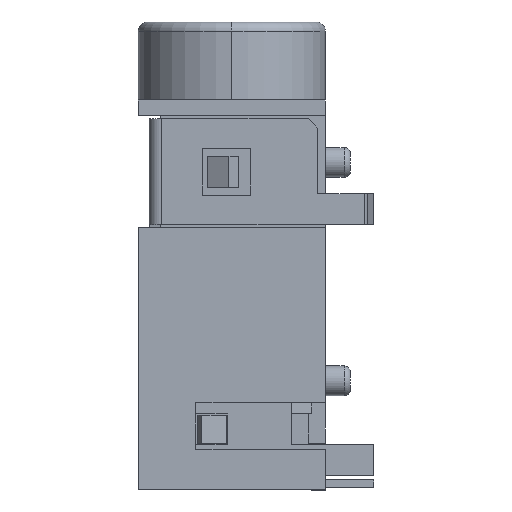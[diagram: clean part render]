
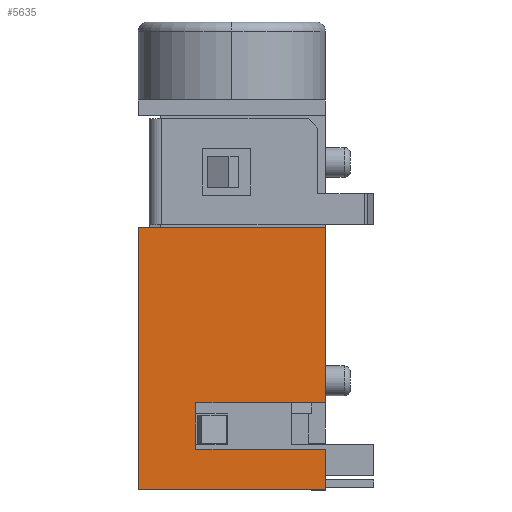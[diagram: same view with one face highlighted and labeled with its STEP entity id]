
A CAD part, left-side view. The second image highlights one B-rep face of the part: STEP entity #5635.
In plain terms, the highlighted planar face has unit normal (-1, 0, 0).
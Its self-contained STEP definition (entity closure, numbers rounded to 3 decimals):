
#188 = ORIENTED_EDGE ( 'NONE', *, *, #7908, .F. ) ;
#229 = CARTESIAN_POINT ( 'NONE',  ( -3.5, 3., -6.25 ) ) ;
#280 = EDGE_CURVE ( 'NONE', #804, #1863, #7986, .T. ) ;
#689 = CARTESIAN_POINT ( 'NONE',  ( -3.5, 2.075, -3.45 ) ) ;
#804 = VERTEX_POINT ( 'NONE', #8105 ) ;
#846 = DIRECTION ( 'NONE',  ( 0., 0., -1. ) ) ;
#1453 = VECTOR ( 'NONE', #846, 1000. ) ;
#1480 = CARTESIAN_POINT ( 'NONE',  ( -3.5, 6., 2.15 ) ) ;
#1863 = VERTEX_POINT ( 'NONE', #6753 ) ;
#2073 = VECTOR ( 'NONE', #6896, 1000. ) ;
#2109 = VECTOR ( 'NONE', #3393, 1000. ) ;
#2185 = PLANE ( 'NONE',  #3740 ) ;
#2279 = ORIENTED_EDGE ( 'NONE', *, *, #280, .F. ) ;
#2685 = ORIENTED_EDGE ( 'NONE', *, *, #9712, .F. ) ;
#2936 = CARTESIAN_POINT ( 'NONE',  ( -3.5, 4.15, -3.45 ) ) ;
#3012 = EDGE_CURVE ( 'NONE', #7568, #4072, #6622, .T. ) ;
#3353 = CARTESIAN_POINT ( 'NONE',  ( -3.5, 2.075, -4.95 ) ) ;
#3393 = DIRECTION ( 'NONE',  ( 0., -1., 0. ) ) ;
#3516 = DIRECTION ( 'NONE',  ( 0., 0., -1. ) ) ;
#3545 = LINE ( 'NONE', #229, #2109 ) ;
#3561 = CARTESIAN_POINT ( 'NONE',  ( -3.5, 4.15, -4.2 ) ) ;
#3715 = LINE ( 'NONE', #3561, #2073 ) ;
#3740 = AXIS2_PLACEMENT_3D ( 'NONE', #9408, #6863, #7643 ) ;
#3800 = VECTOR ( 'NONE', #3516, 1000. ) ;
#4072 = VERTEX_POINT ( 'NONE', #1480 ) ;
#4512 = EDGE_LOOP ( 'NONE', ( #2685, #6290, #188, #2279, #7030, #9272, #10143, #10016 ) ) ;
#4800 = VECTOR ( 'NONE', #4868, 1000. ) ;
#4822 = DIRECTION ( 'NONE',  ( 0., 0., 1. ) ) ;
#4868 = DIRECTION ( 'NONE',  ( 0., -1., 0. ) ) ;
#4946 = EDGE_CURVE ( 'NONE', #4977, #804, #3715, .T. ) ;
#4977 = VERTEX_POINT ( 'NONE', #2936 ) ;
#5126 = CARTESIAN_POINT ( 'NONE',  ( -3.5, 0., 0. ) ) ;
#5190 = VERTEX_POINT ( 'NONE', #10103 ) ;
#5473 = CARTESIAN_POINT ( 'NONE',  ( -3.5, 0., 0. ) ) ;
#5635 = ADVANCED_FACE ( 'NONE', ( #6915 ), #2185, .T. ) ;
#5996 = VERTEX_POINT ( 'NONE', #9919 ) ;
#6290 = ORIENTED_EDGE ( 'NONE', *, *, #7595, .T. ) ;
#6299 = LINE ( 'NONE', #5473, #1453 ) ;
#6622 = LINE ( 'NONE', #8182, #7806 ) ;
#6753 = CARTESIAN_POINT ( 'NONE',  ( -3.5, 0., -4.95 ) ) ;
#6863 = DIRECTION ( 'NONE',  ( -1., 0., 0. ) ) ;
#6896 = DIRECTION ( 'NONE',  ( 0., 0., -1. ) ) ;
#6915 = FACE_OUTER_BOUND ( 'NONE', #4512, .T. ) ;
#7030 = ORIENTED_EDGE ( 'NONE', *, *, #4946, .F. ) ;
#7035 = DIRECTION ( 'NONE',  ( 0., 1., 0. ) ) ;
#7452 = DIRECTION ( 'NONE',  ( 0., 1., 0. ) ) ;
#7568 = VERTEX_POINT ( 'NONE', #8235 ) ;
#7595 = EDGE_CURVE ( 'NONE', #5996, #5190, #3545, .T. ) ;
#7643 = DIRECTION ( 'NONE',  ( 0., 0., 1. ) ) ;
#7806 = VECTOR ( 'NONE', #7452, 1000. ) ;
#7908 = EDGE_CURVE ( 'NONE', #1863, #5190, #6299, .T. ) ;
#7986 = LINE ( 'NONE', #3353, #4800 ) ;
#8105 = CARTESIAN_POINT ( 'NONE',  ( -3.5, 4.15, -4.95 ) ) ;
#8182 = CARTESIAN_POINT ( 'NONE',  ( -3.5, 3., 2.15 ) ) ;
#8235 = CARTESIAN_POINT ( 'NONE',  ( -3.5, 0., 2.15 ) ) ;
#8301 = EDGE_CURVE ( 'NONE', #7568, #9586, #8932, .T. ) ;
#8647 = VECTOR ( 'NONE', #4822, 1000. ) ;
#8818 = EDGE_CURVE ( 'NONE', #9586, #4977, #9322, .T. ) ;
#8932 = LINE ( 'NONE', #5126, #3800 ) ;
#9240 = CARTESIAN_POINT ( 'NONE',  ( -3.5, 0., -3.45 ) ) ;
#9272 = ORIENTED_EDGE ( 'NONE', *, *, #8818, .F. ) ;
#9322 = LINE ( 'NONE', #689, #9636 ) ;
#9408 = CARTESIAN_POINT ( 'NONE',  ( -3.5, -0.001, -6.251 ) ) ;
#9496 = LINE ( 'NONE', #9706, #8647 ) ;
#9586 = VERTEX_POINT ( 'NONE', #9240 ) ;
#9636 = VECTOR ( 'NONE', #7035, 1000. ) ;
#9706 = CARTESIAN_POINT ( 'NONE',  ( -3.5, 6., -2.05 ) ) ;
#9712 = EDGE_CURVE ( 'NONE', #5996, #4072, #9496, .T. ) ;
#9919 = CARTESIAN_POINT ( 'NONE',  ( -3.5, 6., -6.25 ) ) ;
#10016 = ORIENTED_EDGE ( 'NONE', *, *, #3012, .T. ) ;
#10103 = CARTESIAN_POINT ( 'NONE',  ( -3.5, 0., -6.25 ) ) ;
#10143 = ORIENTED_EDGE ( 'NONE', *, *, #8301, .F. ) ;
